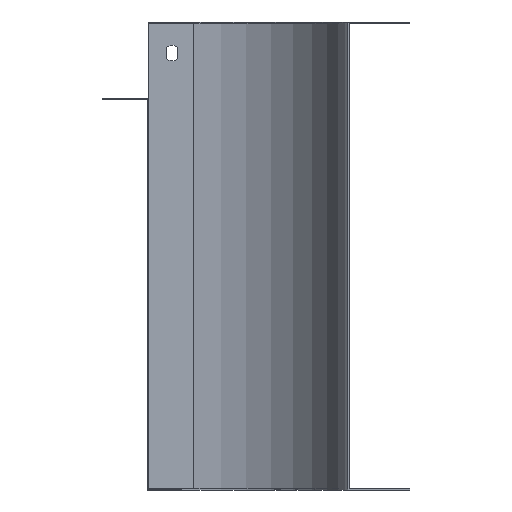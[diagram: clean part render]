
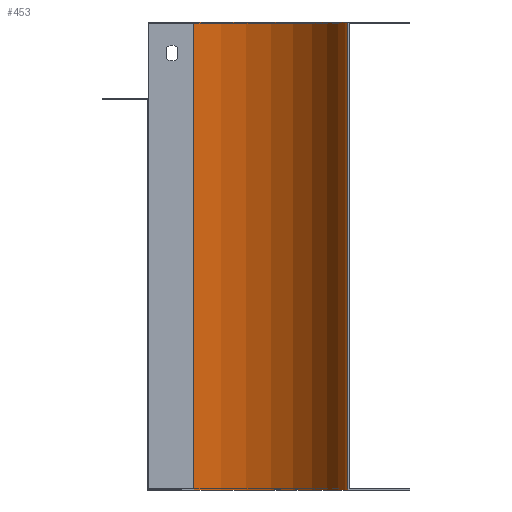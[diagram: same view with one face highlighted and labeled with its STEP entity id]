
A CAD part, left-side view. The second image highlights one B-rep face of the part: STEP entity #453.
In plain terms, the highlighted cylindrical face has radius 99 mm (diameter 198 mm), a partial arc.
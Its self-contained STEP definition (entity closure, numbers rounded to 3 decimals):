
#25 = VERTEX_POINT ( 'NONE', #1714 ) ;
#112 = AXIS2_PLACEMENT_3D ( 'NONE', #1489, #1513, #1504 ) ;
#127 = AXIS2_PLACEMENT_3D ( 'NONE', #1563, #1561, #1560 ) ;
#293 = AXIS2_PLACEMENT_3D ( 'NONE', #704, #710, #714 ) ;
#308 = EDGE_CURVE ( 'NONE', #995, #996, #518, .T. ) ;
#324 = EDGE_CURVE ( 'NONE', #996, #987, #539, .T. ) ;
#360 = EDGE_CURVE ( 'NONE', #995, #25, #604, .T. ) ;
#405 = EDGE_CURVE ( 'NONE', #25, #987, #875, .T. ) ;
#453 = ADVANCED_FACE ( 'NONE', ( #957 ), #968, .F. ) ;
#518 = LINE ( 'NONE', #1580, #526 ) ;
#526 = VECTOR ( 'NONE', #1557, 1000. ) ;
#539 = CIRCLE ( 'NONE', #127, 99. ) ;
#604 = CIRCLE ( 'NONE', #112, 99. ) ;
#704 = CARTESIAN_POINT ( 'NONE',  ( -250., 139., -300. ) ) ;
#710 = DIRECTION ( 'NONE',  ( 0., 0., 1. ) ) ;
#714 = DIRECTION ( 'NONE',  ( 1., 0., 0. ) ) ;
#875 = LINE ( 'NONE', #1911, #878 ) ;
#878 = VECTOR ( 'NONE', #1908, 1000. ) ;
#957 = FACE_OUTER_BOUND ( 'NONE', #1822, .T. ) ;
#968 = CYLINDRICAL_SURFACE ( 'NONE', #293, 99. ) ;
#987 = VERTEX_POINT ( 'NONE', #1247 ) ;
#995 = VERTEX_POINT ( 'NONE', #1192 ) ;
#996 = VERTEX_POINT ( 'NONE', #1188 ) ;
#1188 = CARTESIAN_POINT ( 'NONE',  ( -250., 40., 1. ) ) ;
#1192 = CARTESIAN_POINT ( 'NONE',  ( -250., 40., -300. ) ) ;
#1247 = CARTESIAN_POINT ( 'NONE',  ( -151., 139., 1. ) ) ;
#1489 = CARTESIAN_POINT ( 'NONE',  ( -250., 139., -300. ) ) ;
#1504 = DIRECTION ( 'NONE',  ( -1., 0., 0. ) ) ;
#1513 = DIRECTION ( 'NONE',  ( 0., 0., 1. ) ) ;
#1557 = DIRECTION ( 'NONE',  ( 0., 0., 1. ) ) ;
#1560 = DIRECTION ( 'NONE',  ( -1., 0., 0. ) ) ;
#1561 = DIRECTION ( 'NONE',  ( 0., 0., 1. ) ) ;
#1563 = CARTESIAN_POINT ( 'NONE',  ( -250., 139., 1. ) ) ;
#1580 = CARTESIAN_POINT ( 'NONE',  ( -250., 40., -300. ) ) ;
#1714 = CARTESIAN_POINT ( 'NONE',  ( -151., 139., -300. ) ) ;
#1783 = ORIENTED_EDGE ( 'NONE', *, *, #308, .T. ) ;
#1791 = ORIENTED_EDGE ( 'NONE', *, *, #405, .F. ) ;
#1792 = ORIENTED_EDGE ( 'NONE', *, *, #360, .F. ) ;
#1793 = ORIENTED_EDGE ( 'NONE', *, *, #324, .T. ) ;
#1822 = EDGE_LOOP ( 'NONE', ( #1793, #1791, #1792, #1783 ) ) ;
#1908 = DIRECTION ( 'NONE',  ( 0., 0., 1. ) ) ;
#1911 = CARTESIAN_POINT ( 'NONE',  ( -151., 139., -300. ) ) ;
